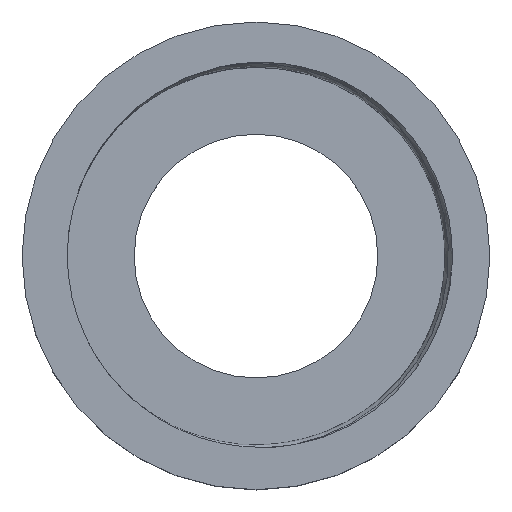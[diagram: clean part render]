
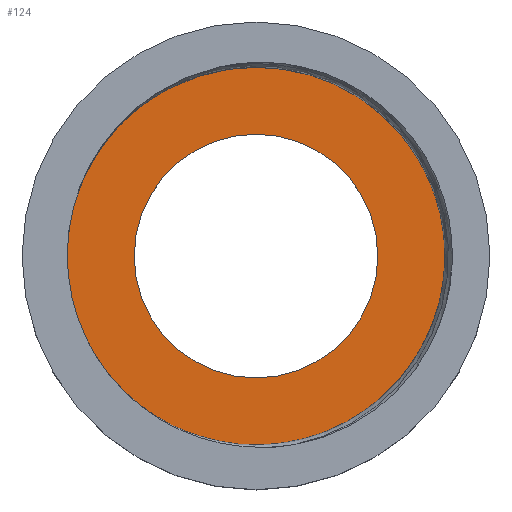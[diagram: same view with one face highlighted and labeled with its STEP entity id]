
A CAD part, top view. The second image highlights one B-rep face of the part: STEP entity #124.
In plain terms, the highlighted planar face has unit normal (0, 0, 1).
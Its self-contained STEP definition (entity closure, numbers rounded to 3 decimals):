
#33=FACE_BOUND('',#47,.T.);
#37=FACE_OUTER_BOUND('',#46,.T.);
#46=EDGE_LOOP('',(#93));
#47=EDGE_LOOP('',(#94));
#56=CIRCLE('',#148,12.5);
#57=CIRCLE('',#150,21.355);
#62=VERTEX_POINT('',#191);
#63=VERTEX_POINT('',#195);
#73=EDGE_CURVE('',#62,#62,#56,.T.);
#75=EDGE_CURVE('',#63,#63,#57,.T.);
#93=ORIENTED_EDGE('',*,*,#75,.T.);
#94=ORIENTED_EDGE('',*,*,#73,.T.);
#120=PLANE('',#149);
#124=ADVANCED_FACE('',(#37,#33),#120,.T.);
#148=AXIS2_PLACEMENT_3D('',#192,#166,#167);
#149=AXIS2_PLACEMENT_3D('',#194,#169,#170);
#150=AXIS2_PLACEMENT_3D('',#196,#171,#172);
#166=DIRECTION('center_axis',(0.,0.,-1.));
#167=DIRECTION('ref_axis',(1.,0.,0.));
#169=DIRECTION('center_axis',(0.,0.,1.));
#170=DIRECTION('ref_axis',(1.,0.,0.));
#171=DIRECTION('center_axis',(0.,0.,1.));
#172=DIRECTION('ref_axis',(1.,0.,0.));
#191=CARTESIAN_POINT('',(-12.5,0.,1.));
#192=CARTESIAN_POINT('Origin',(0.,0.,1.));
#194=CARTESIAN_POINT('Origin',(0.,0.,1.));
#195=CARTESIAN_POINT('',(-21.355,0.,1.));
#196=CARTESIAN_POINT('Origin',(0.,0.,1.));
